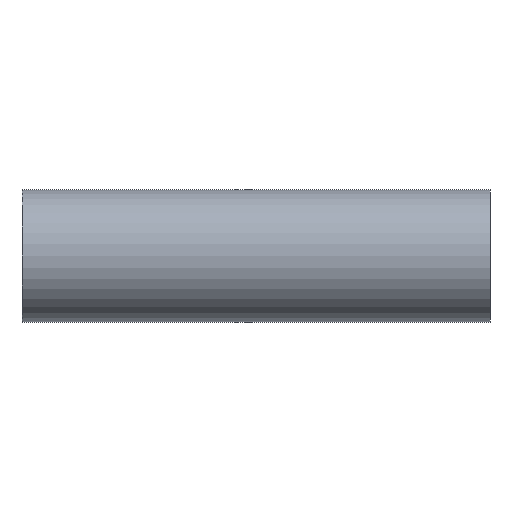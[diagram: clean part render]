
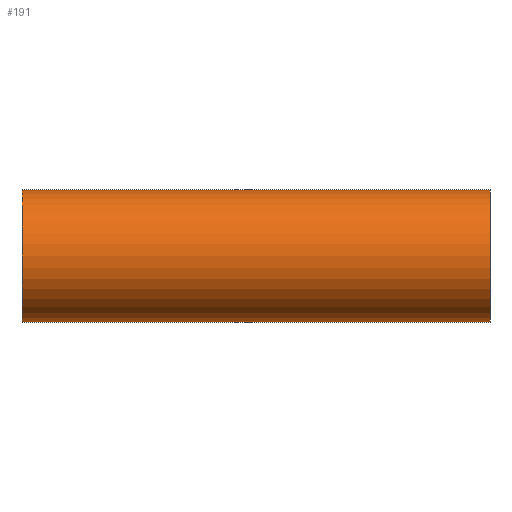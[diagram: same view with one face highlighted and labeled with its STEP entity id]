
A CAD part, left-side view. The second image highlights one B-rep face of the part: STEP entity #191.
In plain terms, the highlighted cylindrical face has radius 42.5 mm (diameter 85 mm), a partial arc.
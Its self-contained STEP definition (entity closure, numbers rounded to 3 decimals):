
#38 = CARTESIAN_POINT ( 'NONE',  ( 0., -50., -42.5 ) ) ;
#42 = DIRECTION ( 'NONE',  ( 0., -1., 0. ) ) ;
#47 = EDGE_CURVE ( 'NONE', #575, #87, #438, .T. ) ;
#53 = CARTESIAN_POINT ( 'NONE',  ( 0., 250., 0. ) ) ;
#59 = DIRECTION ( 'NONE',  ( 0., 0., 1. ) ) ;
#87 = VERTEX_POINT ( 'NONE', #38 ) ;
#107 = EDGE_LOOP ( 'NONE', ( #118, #411, #637, #367 ) ) ;
#118 = ORIENTED_EDGE ( 'NONE', *, *, #657, .F. ) ;
#127 = AXIS2_PLACEMENT_3D ( 'NONE', #697, #168, #59 ) ;
#158 = EDGE_CURVE ( 'NONE', #575, #664, #454, .T. ) ;
#168 = DIRECTION ( 'NONE',  ( 0., 1., 0. ) ) ;
#191 = ADVANCED_FACE ( 'NONE', ( #340 ), #581, .T. ) ;
#196 = CIRCLE ( 'NONE', #292, 42.5 ) ;
#280 = AXIS2_PLACEMENT_3D ( 'NONE', #53, #284, #518 ) ;
#284 = DIRECTION ( 'NONE',  ( 0., -1., 0. ) ) ;
#292 = AXIS2_PLACEMENT_3D ( 'NONE', #674, #436, #733 ) ;
#339 = LINE ( 'NONE', #750, #371 ) ;
#340 = FACE_OUTER_BOUND ( 'NONE', #107, .T. ) ;
#363 = VERTEX_POINT ( 'NONE', #653 ) ;
#367 = ORIENTED_EDGE ( 'NONE', *, *, #435, .T. ) ;
#371 = VECTOR ( 'NONE', #745, 1000. ) ;
#411 = ORIENTED_EDGE ( 'NONE', *, *, #158, .F. ) ;
#435 = EDGE_CURVE ( 'NONE', #87, #363, #196, .T. ) ;
#436 = DIRECTION ( 'NONE',  ( 0., 1., 0. ) ) ;
#438 = LINE ( 'NONE', #443, #631 ) ;
#443 = CARTESIAN_POINT ( 'NONE',  ( 0., 250., -42.5 ) ) ;
#454 = CIRCLE ( 'NONE', #127, 42.5 ) ;
#462 = CARTESIAN_POINT ( 'NONE',  ( 0., 250., 42.5 ) ) ;
#518 = DIRECTION ( 'NONE',  ( 0., 0., -1. ) ) ;
#575 = VERTEX_POINT ( 'NONE', #642 ) ;
#581 = CYLINDRICAL_SURFACE ( 'NONE', #280, 42.5 ) ;
#631 = VECTOR ( 'NONE', #42, 1000. ) ;
#637 = ORIENTED_EDGE ( 'NONE', *, *, #47, .T. ) ;
#642 = CARTESIAN_POINT ( 'NONE',  ( 0., 250., -42.5 ) ) ;
#653 = CARTESIAN_POINT ( 'NONE',  ( 0., -50., 42.5 ) ) ;
#657 = EDGE_CURVE ( 'NONE', #664, #363, #339, .T. ) ;
#664 = VERTEX_POINT ( 'NONE', #462 ) ;
#674 = CARTESIAN_POINT ( 'NONE',  ( 0., -50., 0. ) ) ;
#697 = CARTESIAN_POINT ( 'NONE',  ( 0., 250., 0. ) ) ;
#733 = DIRECTION ( 'NONE',  ( 0., 0., 1. ) ) ;
#745 = DIRECTION ( 'NONE',  ( 0., -1., 0. ) ) ;
#750 = CARTESIAN_POINT ( 'NONE',  ( 0., 250., 42.5 ) ) ;
